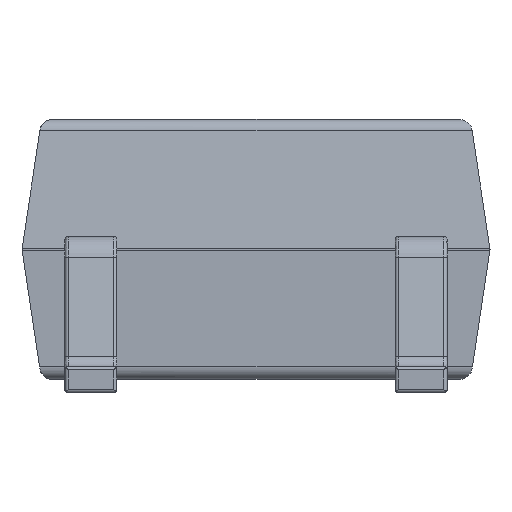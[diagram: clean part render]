
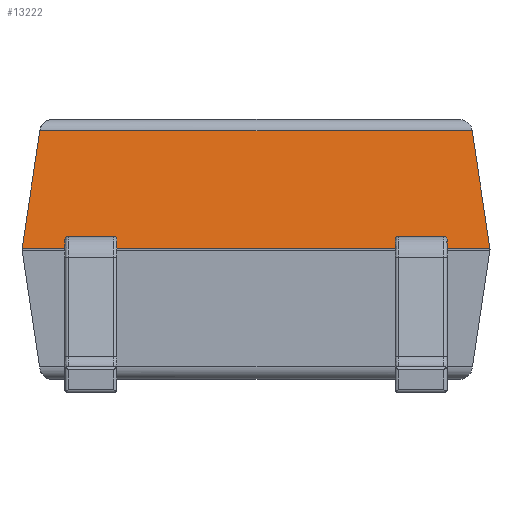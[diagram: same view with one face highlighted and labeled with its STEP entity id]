
A CAD part, front view. The second image highlights one B-rep face of the part: STEP entity #13222.
In plain terms, the highlighted face is planar.
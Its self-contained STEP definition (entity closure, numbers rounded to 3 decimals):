
#71 = VERTEX_POINT ( 'NONE', #9672 ) ;
#640 = DIRECTION ( 'NONE',  ( 0., 0.989, 0.148 ) ) ;
#1649 = VERTEX_POINT ( 'NONE', #5117 ) ;
#1780 = PLANE ( 'NONE',  #8548 ) ;
#2394 = VECTOR ( 'NONE', #4737, 1000. ) ;
#2431 = CARTESIAN_POINT ( 'NONE',  ( 1.663, 2.063, 1.915 ) ) ;
#2491 = VECTOR ( 'NONE', #11763, 1000. ) ;
#2831 = DIRECTION ( 'NONE',  ( 0., -0.148, 0.989 ) ) ;
#2850 = ORIENTED_EDGE ( 'NONE', *, *, #11542, .F. ) ;
#3522 = CARTESIAN_POINT ( 'NONE',  ( 1.663, 2.063, 1.915 ) ) ;
#3610 = ORIENTED_EDGE ( 'NONE', *, *, #7309, .T. ) ;
#3745 = EDGE_CURVE ( 'NONE', #71, #8086, #12848, .T. ) ;
#3937 = ORIENTED_EDGE ( 'NONE', *, *, #3745, .T. ) ;
#4060 = CARTESIAN_POINT ( 'NONE',  ( -1.8, 2.063, 1.915 ) ) ;
#4157 = LINE ( 'NONE', #6560, #12740 ) ;
#4272 = EDGE_LOOP ( 'NONE', ( #12354, #2850, #3610, #3937 ) ) ;
#4737 = DIRECTION ( 'NONE',  ( 0.147, -0.147, 0.978 ) ) ;
#5117 = CARTESIAN_POINT ( 'NONE',  ( -1.799, 2.199, 1.007 ) ) ;
#5716 = LINE ( 'NONE', #3522, #13120 ) ;
#5781 = LINE ( 'NONE', #6709, #2394 ) ;
#6133 = EDGE_CURVE ( 'NONE', #8086, #9090, #5716, .T. ) ;
#6560 = CARTESIAN_POINT ( 'NONE',  ( -1.8, 2.199, 1.007 ) ) ;
#6709 = CARTESIAN_POINT ( 'NONE',  ( -1.799, 2.199, 1.007 ) ) ;
#6710 = DIRECTION ( 'NONE',  ( 0.147, 0.147, -0.978 ) ) ;
#7024 = CARTESIAN_POINT ( 'NONE',  ( -1.8, 2.131, 1.461 ) ) ;
#7309 = EDGE_CURVE ( 'NONE', #1649, #71, #5781, .T. ) ;
#8086 = VERTEX_POINT ( 'NONE', #2431 ) ;
#8548 = AXIS2_PLACEMENT_3D ( 'NONE', #7024, #640, #2831 ) ;
#9090 = VERTEX_POINT ( 'NONE', #10659 ) ;
#9672 = CARTESIAN_POINT ( 'NONE',  ( -1.663, 2.063, 1.915 ) ) ;
#10659 = CARTESIAN_POINT ( 'NONE',  ( 1.799, 2.199, 1.007 ) ) ;
#11463 = FACE_OUTER_BOUND ( 'NONE', #4272, .T. ) ;
#11542 = EDGE_CURVE ( 'NONE', #1649, #9090, #4157, .T. ) ;
#11763 = DIRECTION ( 'NONE',  ( 1., 0., 0. ) ) ;
#12354 = ORIENTED_EDGE ( 'NONE', *, *, #6133, .T. ) ;
#12740 = VECTOR ( 'NONE', #14047, 1000. ) ;
#12848 = LINE ( 'NONE', #4060, #2491 ) ;
#13120 = VECTOR ( 'NONE', #6710, 1000. ) ;
#13222 = ADVANCED_FACE ( 'NONE', ( #11463 ), #1780, .T. ) ;
#14047 = DIRECTION ( 'NONE',  ( 1., 0., 0. ) ) ;
